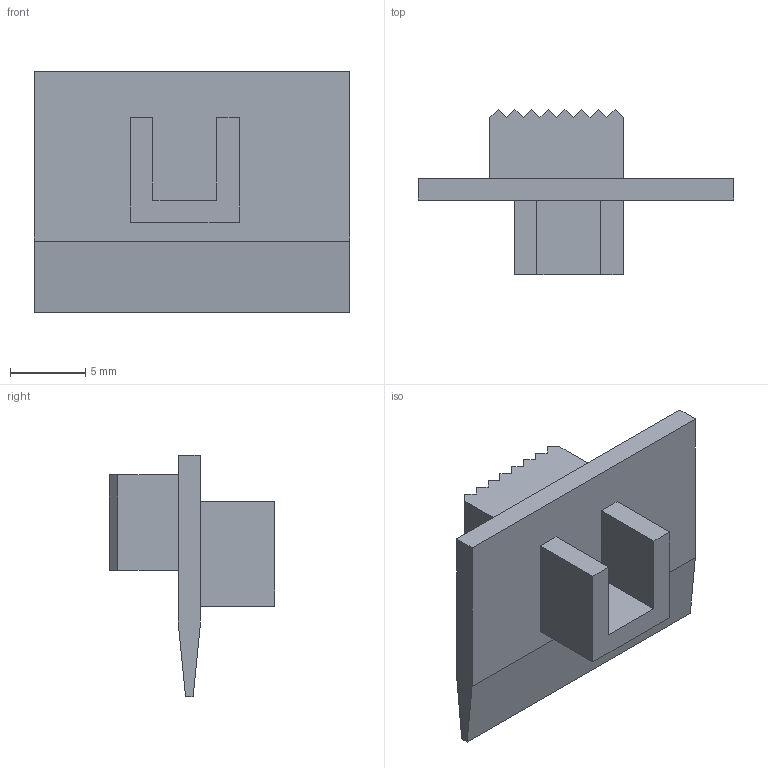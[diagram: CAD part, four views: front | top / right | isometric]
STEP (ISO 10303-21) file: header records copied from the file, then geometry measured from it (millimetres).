
FILE_DESCRIPTION (( 'STEP AP214' ), '1' );
FILE_NAME ('M102 switch slider repro no slots.STEP', '2023-09-21T14:56:03', ( '' ), ( '' ), 'SwSTEP 2.0', 'SolidWorks 2023', '' );
FILE_SCHEMA (( 'AUTOMOTIVE_DESIGN' ));
Length unit declared in the file: inch
Products named in the file (1): M102 switch slider repro no slots
Bounding box: 21.02 x 11 x 16.08 mm (x, y, z)
Volume: 820 mm3; surface area: 1107.2 mm2
Topology: 1 solids, 1 shells, 37 faces, 99 edges, 66 vertices
Faces by surface type: plane 37
Entity records: 1160 total; most frequent: CARTESIAN_POINT 203, ORIENTED_EDGE 198, DIRECTION 175, EDGE_CURVE 99, LINE 99, VECTOR 99, VERTEX_POINT 66, EDGE_LOOP 39
